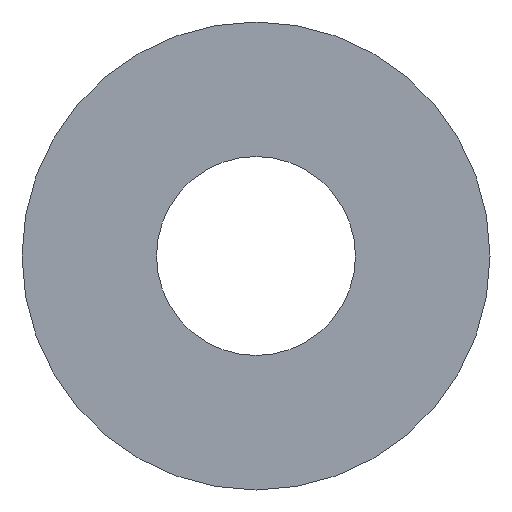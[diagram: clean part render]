
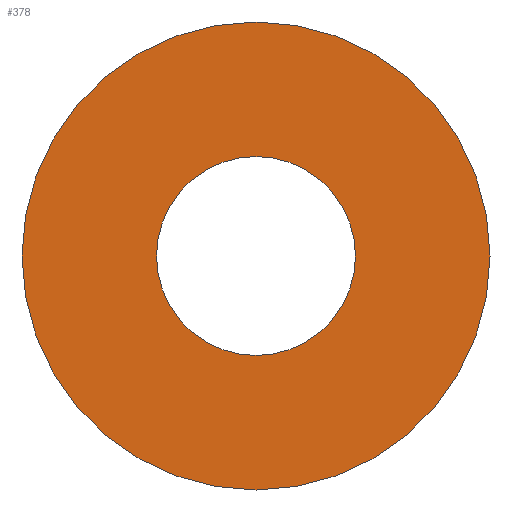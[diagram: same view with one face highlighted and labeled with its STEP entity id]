
A CAD part, front view. The second image highlights one B-rep face of the part: STEP entity #378.
In plain terms, the highlighted planar face has unit normal (0, -1, 0).
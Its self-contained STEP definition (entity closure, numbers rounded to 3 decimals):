
#24=FACE_BOUND('',#82,.T.);
#30=CIRCLE('',#426,1.7);
#32=CIRCLE('',#429,4.);
#54=FACE_OUTER_BOUND('',#81,.T.);
#81=EDGE_LOOP('',(#337));
#82=EDGE_LOOP('',(#338));
#192=VERTEX_POINT('',#626);
#194=VERTEX_POINT('',#632);
#239=EDGE_CURVE('',#192,#192,#30,.T.);
#242=EDGE_CURVE('',#194,#194,#32,.T.);
#337=ORIENTED_EDGE('',*,*,#242,.F.);
#338=ORIENTED_EDGE('',*,*,#239,.T.);
#356=PLANE('',#431);
#378=ADVANCED_FACE('',(#54,#24),#356,.F.);
#426=AXIS2_PLACEMENT_3D('',#628,#521,#522);
#429=AXIS2_PLACEMENT_3D('',#634,#528,#529);
#431=AXIS2_PLACEMENT_3D('',#636,#532,#533);
#521=DIRECTION('center_axis',(0.,1.,0.));
#522=DIRECTION('ref_axis',(1.,0.,0.));
#528=DIRECTION('center_axis',(0.,1.,0.));
#529=DIRECTION('ref_axis',(-1.,0.,0.));
#532=DIRECTION('center_axis',(0.,1.,0.));
#533=DIRECTION('ref_axis',(0.,0.,1.));
#626=CARTESIAN_POINT('',(-1.7,0.,0.));
#628=CARTESIAN_POINT('Origin',(0.,0.,0.));
#632=CARTESIAN_POINT('',(4.,0.,0.));
#634=CARTESIAN_POINT('Origin',(0.,0.,0.));
#636=CARTESIAN_POINT('Origin',(0.,0.,0.));
